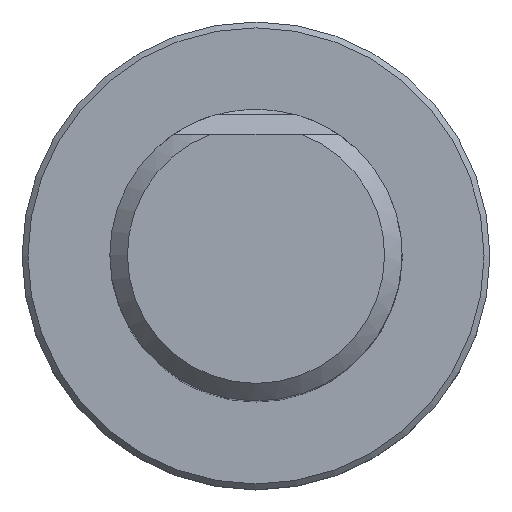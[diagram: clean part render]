
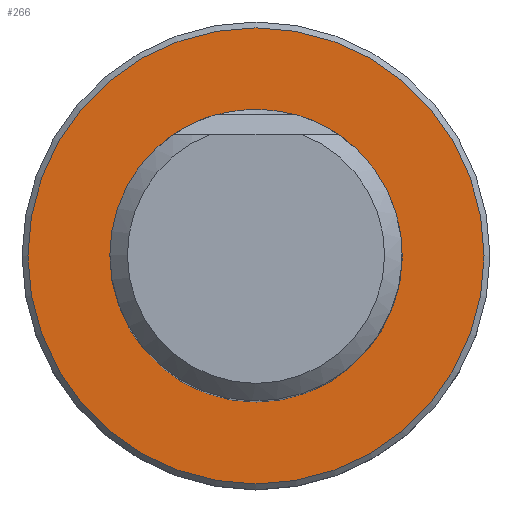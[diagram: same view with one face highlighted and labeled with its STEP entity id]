
A CAD part, top view. The second image highlights one B-rep face of the part: STEP entity #266.
In plain terms, the highlighted planar face has unit normal (0, 0, 1).
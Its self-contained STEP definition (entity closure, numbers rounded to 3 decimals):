
#150=PLANE('',#1584);
#266=ADVANCED_FACE('',(#638,#639),#150,.T.);
#638=FACE_BOUND('',#810,.T.);
#639=FACE_BOUND('',#811,.T.);
#810=EDGE_LOOP('',(#988));
#811=EDGE_LOOP('',(#989));
#988=ORIENTED_EDGE('',*,*,#1222,.F.);
#989=ORIENTED_EDGE('',*,*,#1223,.T.);
#1124=VERTEX_POINT('',#2771);
#1125=VERTEX_POINT('',#2773);
#1222=EDGE_CURVE('',#1124,#1124,#1325,.T.);
#1223=EDGE_CURVE('',#1125,#1125,#1326,.T.);
#1325=CIRCLE('',#1582,12.497);
#1326=CIRCLE('',#1583,19.5);
#1582=AXIS2_PLACEMENT_3D('',#2770,#1874,#1875);
#1583=AXIS2_PLACEMENT_3D('',#2772,#1876,#1877);
#1584=AXIS2_PLACEMENT_3D('',#2774,#1878,#1879);
#1874=DIRECTION('',(0.,0.,1.));
#1875=DIRECTION('',(-1.,0.,0.));
#1876=DIRECTION('',(0.,0.,1.));
#1877=DIRECTION('',(-1.,0.,0.));
#1878=DIRECTION('',(0.,0.,1.));
#1879=DIRECTION('',(-1.,0.,0.));
#2770=CARTESIAN_POINT('',(0.,0.,0.));
#2771=CARTESIAN_POINT('',(-12.497,0.,0.));
#2772=CARTESIAN_POINT('',(0.,0.,0.));
#2773=CARTESIAN_POINT('',(-19.5,0.,0.));
#2774=CARTESIAN_POINT('',(0.,0.,0.));
